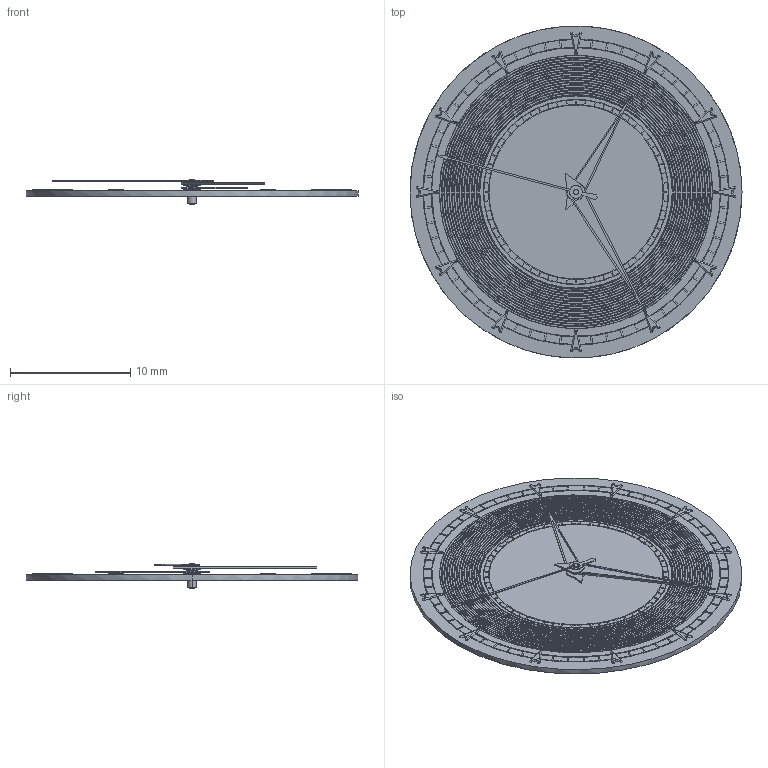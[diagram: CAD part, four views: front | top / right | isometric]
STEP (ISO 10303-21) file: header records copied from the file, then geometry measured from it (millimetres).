
FILE_DESCRIPTION(/* description */ (''),/* implementation_level */ '2;1');
FILE_NAME(/* name */ 'HM_WatchDial_212',/* time_stamp */ '2012-06-30T01:44:25-03:00',/* author */ (''),/* organization */ (''),/* preprocessor_version */ 'ST-DEVELOPER v10',/* originating_system */ '',/* authorisation */ '');
FILE_SCHEMA (('CONFIG_CONTROL_DESIGN'));
Length unit declared in the file: millimetre
Products named in the file (1): 1
Bounding box: 27.62 x 27.6 x 2 mm (x, y, z)
Volume: 235.2 mm3; surface area: 1537.4 mm2
Topology: 68 solids, 72 shells, 797 faces, 1827 edges, 1197 vertices
Faces by surface type: bspline 528, plane 269
Entity records: 24416 total; most frequent: CARTESIAN_POINT 12840, ORIENTED_EDGE 3640, EDGE_CURVE 1827, VERTEX_POINT 1197, B_SPLINE_CURVE_WITH_KNOTS 1153, EDGE_LOOP 958, ADVANCED_FACE 797, FACE_OUTER_BOUND 797
